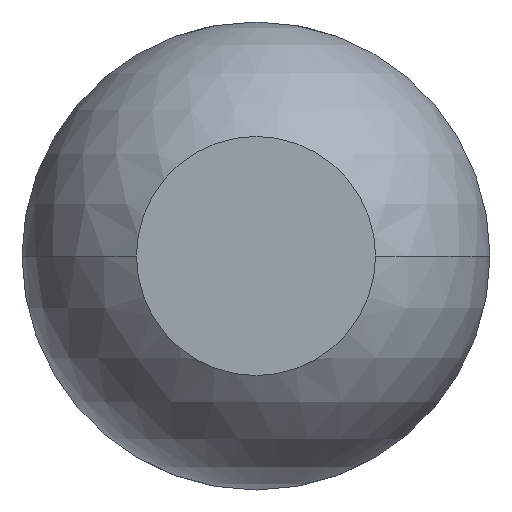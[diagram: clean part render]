
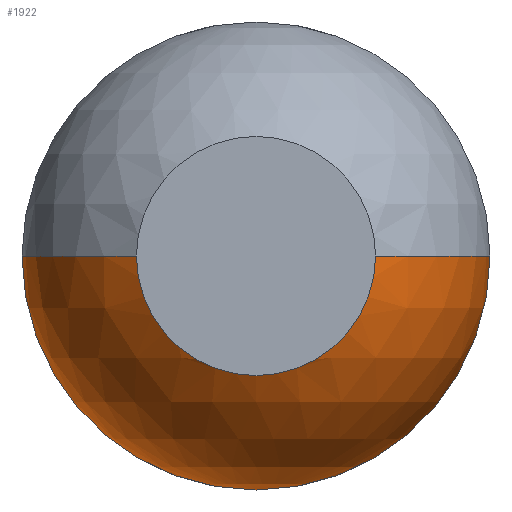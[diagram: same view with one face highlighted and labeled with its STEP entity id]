
A CAD part, front view. The second image highlights one B-rep face of the part: STEP entity #1922.
In plain terms, the highlighted spherical face has radius 0.685 mm.
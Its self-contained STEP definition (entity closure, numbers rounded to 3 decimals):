
#148 = AXIS2_PLACEMENT_3D ( 'NONE', #340, #2343, #369 ) ;
#340 = CARTESIAN_POINT ( 'NONE',  ( 0., -26.411, 0. ) ) ;
#369 = DIRECTION ( 'NONE',  ( 0., 0., 1. ) ) ;
#380 = AXIS2_PLACEMENT_3D ( 'NONE', #3507, #2518, #630 ) ;
#506 = CIRCLE ( 'NONE', #4066, 0.685 ) ;
#630 = DIRECTION ( 'NONE',  ( 0., 0., -1. ) ) ;
#770 = CIRCLE ( 'NONE', #380, 0.35 ) ;
#779 = EDGE_CURVE ( 'Defeature ausgef�hrt1_12+Defeature ausgef�hrt1_4+Defeature ausgef�hrt1_4+Defeature ausgef�hrt1_4', #2536, #1388, #770, .T. ) ;
#780 = DIRECTION ( 'NONE',  ( 0., -1., 0. ) ) ;
#846 = EDGE_CURVE ( 'Defeature ausgef�hrt1_5+Defeature ausgef�hrt1_4+Defeature ausgef�hrt1_4+Defeature ausgef�hrt1_4', #3143, #1304, #4197, .T. ) ;
#970 = FACE_OUTER_BOUND ( 'NONE', #2103, .T. ) ;
#1086 = DIRECTION ( 'NONE',  ( 0., 1., 0. ) ) ;
#1117 = DIRECTION ( 'NONE',  ( 0., 0., -1. ) ) ;
#1161 = DIRECTION ( 'NONE',  ( 1., 0., 0. ) ) ;
#1304 = VERTEX_POINT ( 'NONE', #4077 ) ;
#1388 = VERTEX_POINT ( 'NONE', #3769 ) ;
#1426 = DIRECTION ( 'NONE',  ( 0., 0., 1. ) ) ;
#1488 = CARTESIAN_POINT ( 'NONE',  ( 0., -26.411, 0. ) ) ;
#1499 = CARTESIAN_POINT ( 'NONE',  ( 0., -26.411, 0. ) ) ;
#1515 = DIRECTION ( 'NONE',  ( 0., 0., -1. ) ) ;
#1747 = SPHERICAL_SURFACE ( 'NONE', #3503, 0.685 ) ;
#1841 = EDGE_CURVE ( 'Defeature ausgef�hrt1_12+Defeature ausgef�hrt1_4+Defeature ausgef�hrt1_4+Defeature ausgef�hrt1_4', #1388, #3078, #2238, .T. ) ;
#1878 = DIRECTION ( 'NONE',  ( 0., 0., 1. ) ) ;
#1903 = EDGE_CURVE ( 'NONE', #2536, #2499, #506, .T. ) ;
#1922 = ADVANCED_FACE ( 'Defeature ausgef�hrt1_4', ( #970 ), #1747, .T. ) ;
#1932 = ORIENTED_EDGE ( 'NONE', *, *, #846, .F. ) ;
#2030 = CARTESIAN_POINT ( 'NONE',  ( -0.685, -26.411, 0. ) ) ;
#2077 = CARTESIAN_POINT ( 'NONE',  ( -0.35, -27., 0. ) ) ;
#2100 = ORIENTED_EDGE ( 'NONE', *, *, #1903, .T. ) ;
#2103 = EDGE_LOOP ( 'NONE', ( #2209, #2100, #4210, #1932, #2541, #2453 ) ) ;
#2178 = DIRECTION ( 'NONE',  ( -1., 0., 0. ) ) ;
#2209 = ORIENTED_EDGE ( 'NONE', *, *, #779, .F. ) ;
#2231 = DIRECTION ( 'NONE',  ( 1., 0., 0. ) ) ;
#2238 = CIRCLE ( 'NONE', #3193, 0.35 ) ;
#2341 = CIRCLE ( 'NONE', #3270, 0.685 ) ;
#2343 = DIRECTION ( 'NONE',  ( 0., 1., 0. ) ) ;
#2348 = EDGE_CURVE ( 'NONE', #3078, #3143, #2341, .T. ) ;
#2453 = ORIENTED_EDGE ( 'NONE', *, *, #1841, .F. ) ;
#2488 = CARTESIAN_POINT ( 'NONE',  ( 0.685, -26.411, 0. ) ) ;
#2499 = VERTEX_POINT ( 'NONE', #2030 ) ;
#2518 = DIRECTION ( 'NONE',  ( 0., -1., 0. ) ) ;
#2536 = VERTEX_POINT ( 'NONE', #2077 ) ;
#2541 = ORIENTED_EDGE ( 'NONE', *, *, #2348, .F. ) ;
#2734 = CARTESIAN_POINT ( 'NONE',  ( 0., -27., 0. ) ) ;
#3005 = EDGE_CURVE ( 'Defeature ausgef�hrt1_5+Defeature ausgef�hrt1_4+Defeature ausgef�hrt1_4+Defeature ausgef�hrt1_4', #1304, #2499, #3711, .T. ) ;
#3078 = VERTEX_POINT ( 'NONE', #3761 ) ;
#3143 = VERTEX_POINT ( 'NONE', #2488 ) ;
#3193 = AXIS2_PLACEMENT_3D ( 'NONE', #2734, #780, #1117 ) ;
#3270 = AXIS2_PLACEMENT_3D ( 'NONE', #3549, #1878, #2231 ) ;
#3296 = AXIS2_PLACEMENT_3D ( 'NONE', #3651, #1086, #1426 ) ;
#3503 = AXIS2_PLACEMENT_3D ( 'NONE', #1499, #1515, #1161 ) ;
#3505 = DIRECTION ( 'NONE',  ( 0., 0., -1. ) ) ;
#3507 = CARTESIAN_POINT ( 'NONE',  ( 0., -27., 0. ) ) ;
#3549 = CARTESIAN_POINT ( 'NONE',  ( 0., -26.411, 0. ) ) ;
#3651 = CARTESIAN_POINT ( 'NONE',  ( 0., -26.411, 0. ) ) ;
#3711 = CIRCLE ( 'NONE', #3296, 0.685 ) ;
#3761 = CARTESIAN_POINT ( 'NONE',  ( 0.35, -27., 0. ) ) ;
#3769 = CARTESIAN_POINT ( 'NONE',  ( 0., -27., -0.35 ) ) ;
#4066 = AXIS2_PLACEMENT_3D ( 'NONE', #1488, #3505, #2178 ) ;
#4077 = CARTESIAN_POINT ( 'NONE',  ( 0., -26.411, -0.685 ) ) ;
#4197 = CIRCLE ( 'NONE', #148, 0.685 ) ;
#4210 = ORIENTED_EDGE ( 'NONE', *, *, #3005, .F. ) ;
